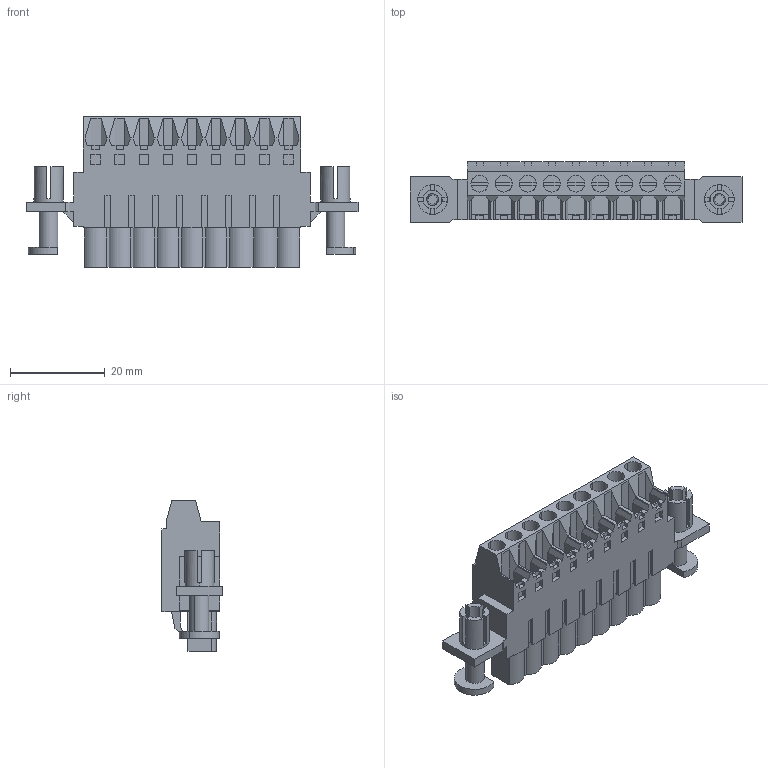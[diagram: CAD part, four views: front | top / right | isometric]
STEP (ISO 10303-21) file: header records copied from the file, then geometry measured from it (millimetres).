
FILE_DESCRIPTION(('CATIA V5 STEP Exchange','CAx-IF Rec.Pracs.--- Model Styling and Organization---1.2---2011-12-15'),'2;1');
FILE_NAME ('D1451304_0_1353220000_1353220000.stp','2017-06-22T09:19:28+00:00',('none'),('Weidmueller'),'CATIA Version 5-6 Release 2014','CATIA V5 STEP AP214','none');
FILE_SCHEMA(('AUTOMOTIVE_DESIGN { 1 0 10303 214 1 1 1 1 }'));
Length unit declared in the file: millimetre
Products named in the file (1): 1353220000
Bounding box: 69.92 x 12.65 x 31.8 mm (x, y, z)
Volume: 12899.6 mm3; surface area: 9087 mm2
Topology: 12 solids, 12 shells, 783 faces, 2183 edges, 1465 vertices
Faces by surface type: plane 692, cylinder 83, cone 8
Entity records: 24145 total; most frequent: ORIENTED_EDGE 4366, CARTESIAN_POINT 4327, DIRECTION 3215, EDGE_CURVE 2183, VECTOR 1931, LINE 1931, VERTEX_POINT 1465, EDGE_LOOP 828
